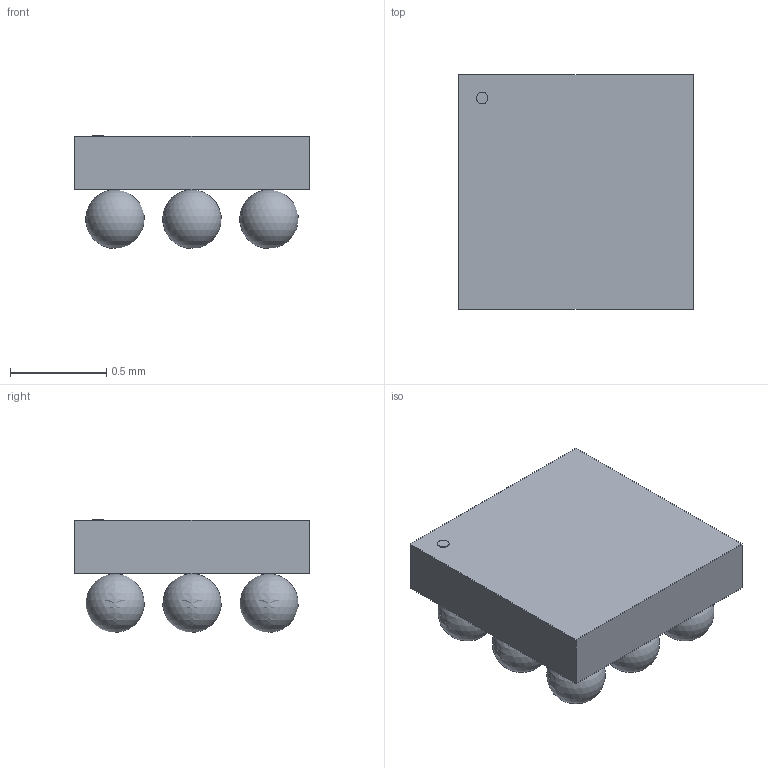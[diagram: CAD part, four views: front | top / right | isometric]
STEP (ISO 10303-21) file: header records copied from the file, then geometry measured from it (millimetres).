
FILE_DESCRIPTION(('STEP AP214'),'1');
FILE_NAME('WLCSP9_1P2X1P2_ONS','2024-10-24T03:39:43',(''),(''),'','','');
FILE_SCHEMA(('AUTOMOTIVE_DESIGN'));
Length unit declared in the file: millimetre
Products named in the file (1): product
Bounding box: 1.22 x 1.22 x 0.59 mm (x, y, z)
Volume: 0.7 mm3; surface area: 9.6 mm2
Topology: 20 solids, 20 shells, 27 faces, 69 edges, 46 vertices
Faces by surface type: sphere 18, plane 8, cylinder 1
Full cylindrical faces by diameter (mm): 0.061 x1
Entity records: 535 total; most frequent: DIRECTION 74, CARTESIAN_POINT 41, AXIS2_PLACEMENT_3D 31, ORIENTED_EDGE 28, STYLED_ITEM 27, ADVANCED_FACE 27, MANIFOLD_SOLID_BREP 20, CLOSED_SHELL 20
